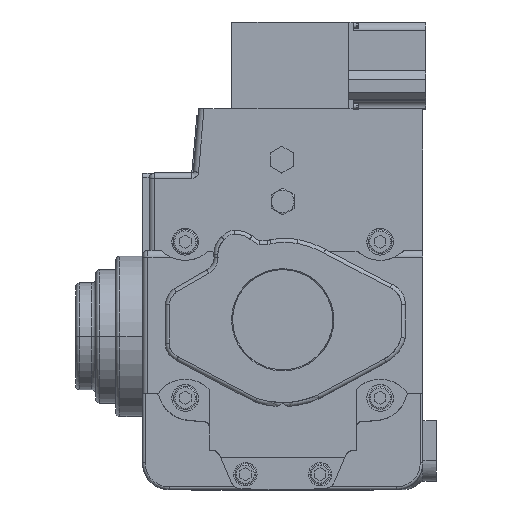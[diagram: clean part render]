
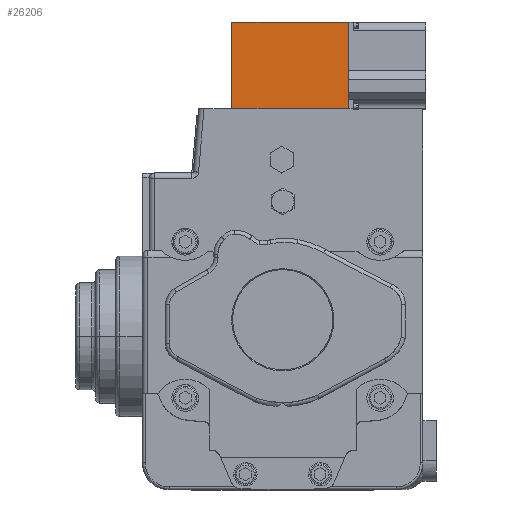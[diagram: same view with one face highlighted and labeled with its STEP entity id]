
A CAD part, top view. The second image highlights one B-rep face of the part: STEP entity #26206.
In plain terms, the highlighted face is planar.
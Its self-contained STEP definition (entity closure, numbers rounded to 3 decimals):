
#42 = VECTOR ( 'NONE', #25686, 1000. ) ;
#2728 = VERTEX_POINT ( 'NONE', #26612 ) ;
#2942 = DIRECTION ( 'NONE',  ( 0., 0., -1. ) ) ;
#3888 = CARTESIAN_POINT ( 'NONE',  ( -48.5, 43.5, 65. ) ) ;
#4644 = FACE_OUTER_BOUND ( 'NONE', #15990, .T. ) ;
#4977 = CARTESIAN_POINT ( 'NONE',  ( -48.5, 43.5, 65. ) ) ;
#5586 = LINE ( 'NONE', #29325, #14657 ) ;
#6374 = ORIENTED_EDGE ( 'NONE', *, *, #17376, .F. ) ;
#7456 = DIRECTION ( 'NONE',  ( 1., 0., 0. ) ) ;
#8712 = DIRECTION ( 'NONE',  ( 0., 0., -1. ) ) ;
#9618 = ORIENTED_EDGE ( 'NONE', *, *, #24459, .T. ) ;
#9622 = VECTOR ( 'NONE', #8712, 1000. ) ;
#9911 = DIRECTION ( 'NONE',  ( 0., 1., 0. ) ) ;
#11799 = CARTESIAN_POINT ( 'NONE',  ( -48.5, 43.5, 0. ) ) ;
#12472 = AXIS2_PLACEMENT_3D ( 'NONE', #4977, #7456, #9911 ) ;
#14657 = VECTOR ( 'NONE', #2942, 1000. ) ;
#15848 = VERTEX_POINT ( 'NONE', #29709 ) ;
#15990 = EDGE_LOOP ( 'NONE', ( #18688, #6374, #28500, #9618 ) ) ;
#16625 = CARTESIAN_POINT ( 'NONE',  ( -48.5, 43.5, 65. ) ) ;
#17015 = CARTESIAN_POINT ( 'NONE',  ( -48.5, -43.5, 65. ) ) ;
#17376 = EDGE_CURVE ( 'NONE', #34663, #15848, #5586, .T. ) ;
#17435 = DIRECTION ( 'NONE',  ( 0., -1., 0. ) ) ;
#17669 = PLANE ( 'NONE',  #12472 ) ;
#18688 = ORIENTED_EDGE ( 'NONE', *, *, #31327, .T. ) ;
#19262 = LINE ( 'NONE', #16625, #9622 ) ;
#20069 = LINE ( 'NONE', #11799, #26960 ) ;
#24180 = VERTEX_POINT ( 'NONE', #27550 ) ;
#24459 = EDGE_CURVE ( 'NONE', #24180, #2728, #19262, .T. ) ;
#25686 = DIRECTION ( 'NONE',  ( 0., -1., 0. ) ) ;
#26206 = ADVANCED_FACE ( 'NONE', ( #4644 ), #17669, .F. ) ;
#26612 = CARTESIAN_POINT ( 'NONE',  ( -48.5, 43.5, 0. ) ) ;
#26960 = VECTOR ( 'NONE', #17435, 1000. ) ;
#27550 = CARTESIAN_POINT ( 'NONE',  ( -48.5, 43.5, 65. ) ) ;
#28500 = ORIENTED_EDGE ( 'NONE', *, *, #33480, .F. ) ;
#29325 = CARTESIAN_POINT ( 'NONE',  ( -48.5, -43.5, 65. ) ) ;
#29709 = CARTESIAN_POINT ( 'NONE',  ( -48.5, -43.5, 0. ) ) ;
#31327 = EDGE_CURVE ( 'NONE', #2728, #15848, #20069, .T. ) ;
#33480 = EDGE_CURVE ( 'NONE', #24180, #34663, #33956, .T. ) ;
#33956 = LINE ( 'NONE', #3888, #42 ) ;
#34663 = VERTEX_POINT ( 'NONE', #17015 ) ;
